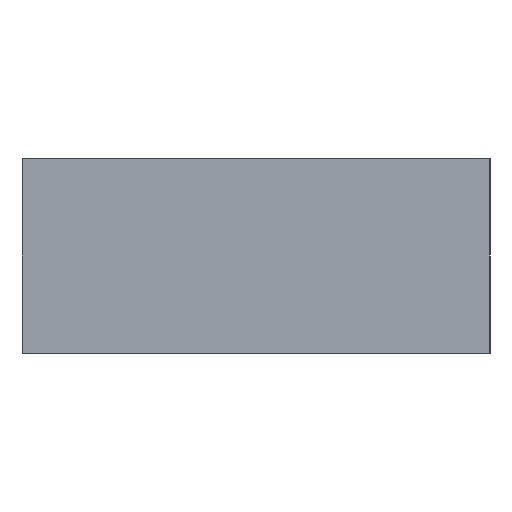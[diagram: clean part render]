
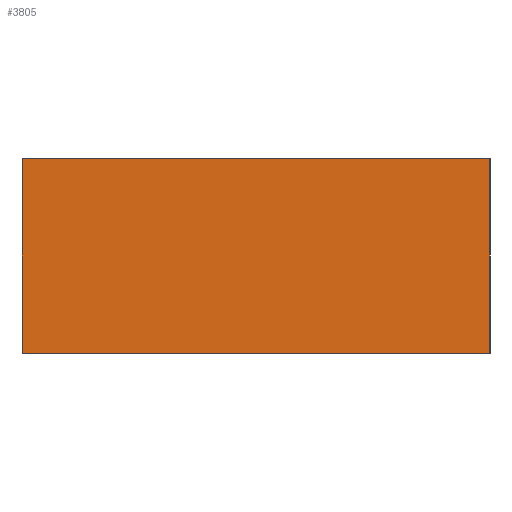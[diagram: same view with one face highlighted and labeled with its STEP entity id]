
A CAD part, left-side view. The second image highlights one B-rep face of the part: STEP entity #3805.
In plain terms, the highlighted planar face has unit normal (-1, 0, 0).
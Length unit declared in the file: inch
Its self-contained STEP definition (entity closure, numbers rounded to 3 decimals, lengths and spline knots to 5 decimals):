
#397 = LINE ( 'NONE', #11592, #2774 ) ;
#472 = EDGE_CURVE ( 'NONE', #6601, #8521, #3064, .T. ) ;
#575 = PLANE ( 'NONE',  #7942 ) ;
#2280 = EDGE_LOOP ( 'NONE', ( #11900, #11488, #12905, #3651 ) ) ;
#2338 = CARTESIAN_POINT ( 'NONE',  ( -1.9685, 0.47244, -0.09843 ) ) ;
#2774 = VECTOR ( 'NONE', #5401, 39.37008 ) ;
#3064 = LINE ( 'NONE', #8448, #7151 ) ;
#3276 = VECTOR ( 'NONE', #4641, 39.37008 ) ;
#3517 = DIRECTION ( 'NONE',  ( 0., 0., -1. ) ) ;
#3651 = ORIENTED_EDGE ( 'NONE', *, *, #9839, .F. ) ;
#3805 = ADVANCED_FACE ( 'NONE', ( #12397 ), #575, .F. ) ;
#4084 = VERTEX_POINT ( 'NONE', #2338 ) ;
#4641 = DIRECTION ( 'NONE',  ( 0., 0., 1. ) ) ;
#5401 = DIRECTION ( 'NONE',  ( 0., 1., 0. ) ) ;
#5489 = EDGE_CURVE ( 'NONE', #8521, #4084, #397, .T. ) ;
#5633 = LINE ( 'NONE', #10685, #3276 ) ;
#5843 = DIRECTION ( 'NONE',  ( 0., -1., 0. ) ) ;
#5965 = DIRECTION ( 'NONE',  ( 0., 0., -1. ) ) ;
#6601 = VERTEX_POINT ( 'NONE', #7915 ) ;
#7001 = CARTESIAN_POINT ( 'NONE',  ( -1.9685, 0., 0. ) ) ;
#7151 = VECTOR ( 'NONE', #3517, 39.37008 ) ;
#7915 = CARTESIAN_POINT ( 'NONE',  ( -1.9685, 0., 0.09843 ) ) ;
#7942 = AXIS2_PLACEMENT_3D ( 'NONE', #7001, #12979, #5965 ) ;
#8448 = CARTESIAN_POINT ( 'NONE',  ( -1.9685, 0., 0.09843 ) ) ;
#8521 = VERTEX_POINT ( 'NONE', #11268 ) ;
#8709 = EDGE_CURVE ( 'NONE', #11546, #6601, #12286, .T. ) ;
#9123 = CARTESIAN_POINT ( 'NONE',  ( -1.9685, 0.47244, 0.09843 ) ) ;
#9553 = CARTESIAN_POINT ( 'NONE',  ( -1.9685, 0.47244, 0.09843 ) ) ;
#9839 = EDGE_CURVE ( 'NONE', #4084, #11546, #5633, .T. ) ;
#10685 = CARTESIAN_POINT ( 'NONE',  ( -1.9685, 0.47244, -0.09843 ) ) ;
#11268 = CARTESIAN_POINT ( 'NONE',  ( -1.9685, 0., -0.09843 ) ) ;
#11348 = VECTOR ( 'NONE', #5843, 39.37008 ) ;
#11488 = ORIENTED_EDGE ( 'NONE', *, *, #472, .F. ) ;
#11546 = VERTEX_POINT ( 'NONE', #9123 ) ;
#11592 = CARTESIAN_POINT ( 'NONE',  ( -1.9685, 0., -0.09843 ) ) ;
#11900 = ORIENTED_EDGE ( 'NONE', *, *, #5489, .F. ) ;
#12286 = LINE ( 'NONE', #9553, #11348 ) ;
#12397 = FACE_OUTER_BOUND ( 'NONE', #2280, .T. ) ;
#12905 = ORIENTED_EDGE ( 'NONE', *, *, #8709, .F. ) ;
#12979 = DIRECTION ( 'NONE',  ( 1., 0., 0. ) ) ;
